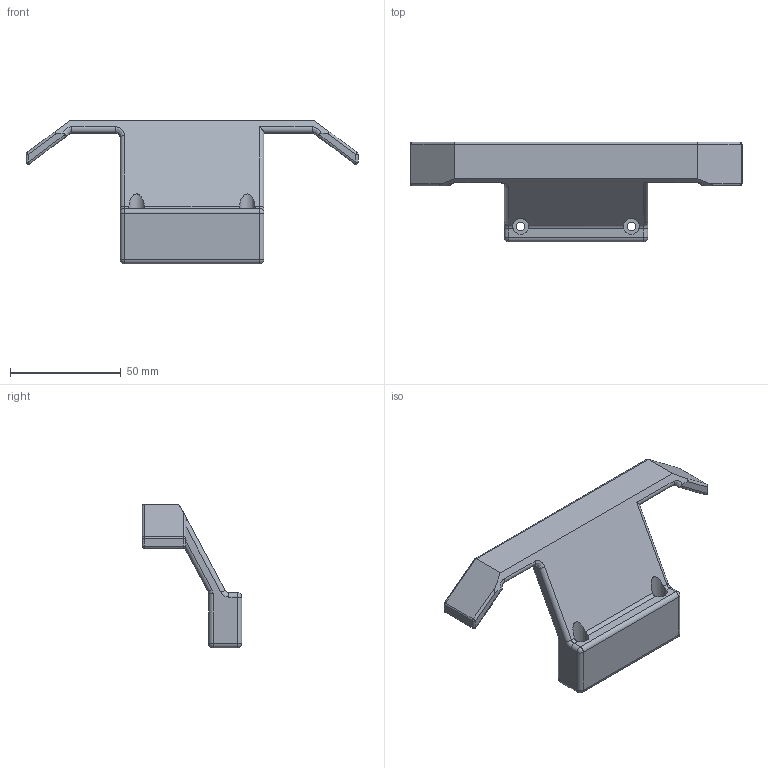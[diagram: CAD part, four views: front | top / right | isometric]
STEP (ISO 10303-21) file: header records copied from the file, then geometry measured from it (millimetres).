
FILE_DESCRIPTION (( 'STEP AP203' ), '1' );
FILE_NAME ('Upgraded Bumper.STEP', '2025-12-09T16:42:52', ( '' ), ( '' ), 'SwSTEP 2.0', 'SolidWorks 2025', '' );
FILE_SCHEMA (( 'CONFIG_CONTROL_DESIGN' ));
Length unit declared in the file: millimetre
Products named in the file (1): Upgraded Bumper
Bounding box: 150 x 45 x 65 mm (x, y, z)
Volume: 56259.2 mm3; surface area: 18692.6 mm2
Topology: 1 solids, 1 shells, 95 faces, 232 edges, 125 vertices
Faces by surface type: cylinder 50, plane 21, sphere 14, torus 6, bspline 4
Entity records: 2914 total; most frequent: CARTESIAN_POINT 734, DIRECTION 457, ORIENTED_EDGE 436, EDGE_CURVE 218, AXIS2_PLACEMENT_3D 178, VERTEX_POINT 125, LINE 101, VECTOR 101
